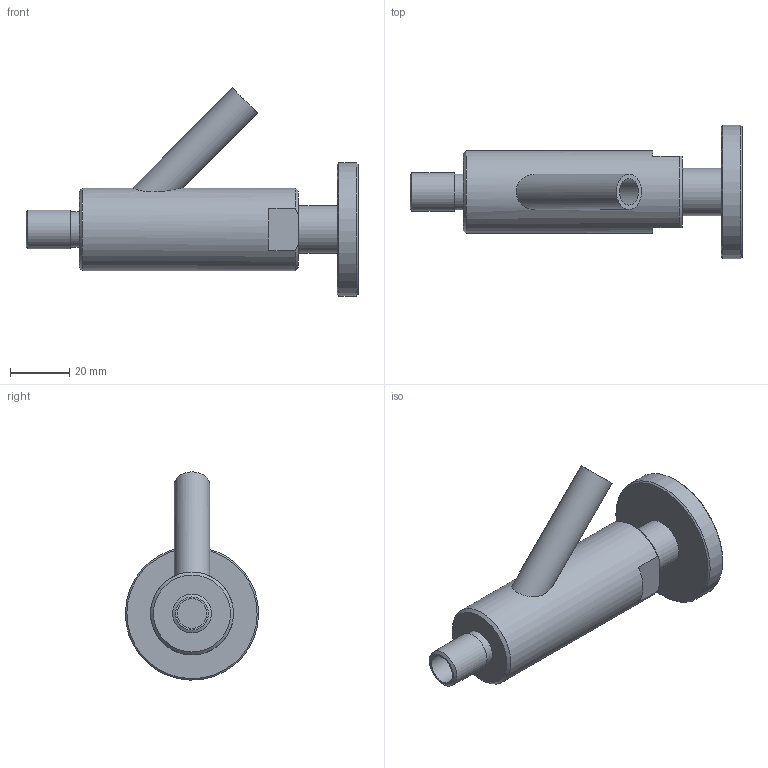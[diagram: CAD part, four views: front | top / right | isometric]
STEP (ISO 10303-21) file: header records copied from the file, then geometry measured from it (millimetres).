
FILE_DESCRIPTION((''),'2;1');
FILE_NAME('91110006X.stp','2010-09-27T09:54:09',('thilbrands'),(''),'Autodesk Inventor 2008','Autodesk Inventor 2008','');
FILE_SCHEMA(('AUTOMOTIVE_DESIGN { 1 0 10303 214 1 1 1 1 }'));
Length unit declared in the file: millimetre
Products named in the file (3): 91110006X; 91110006X-01; 91020010X_schraube
Assembly tree (2 placements, depth 2):
  91110006X
    91110006X-01
    91020010X_schraube
Bounding box: 112.12 x 44.99 x 70.32 mm (x, y, z)
Volume: 53958.9 mm3; surface area: 23104.8 mm2
Topology: 2 solids, 2 shells, 47 faces, 93 edges, 57 vertices
Faces by surface type: cylinder 17, plane 14, cone 13, bspline 3
Full cylindrical faces by diameter (mm): 9 x1, 10 x3, 12 x1, 12.157 x1, 13.157 x1, 14.5 x1, 15 x2, 15.5 x1, 16 x2, 20 x2, 28 x1, 45 x1
Entity records: 1335 total; most frequent: CARTESIAN_POINT 420, DIRECTION 194, ORIENTED_EDGE 116, AXIS2_PLACEMENT_3D 93, EDGE_LOOP 87, EDGE_CURVE 58, VERTEX_POINT 51, FACE_OUTER_BOUND 47
